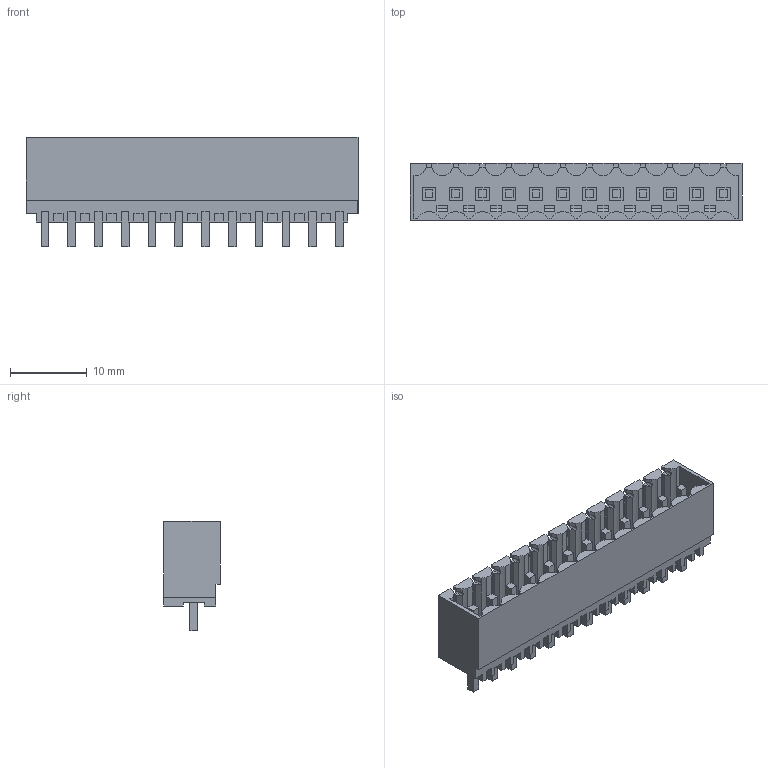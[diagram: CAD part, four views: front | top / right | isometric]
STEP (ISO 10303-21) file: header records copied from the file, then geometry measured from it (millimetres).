
FILE_DESCRIPTION(('CATIA V5 STEP Exchange','CAx-IF Rec.Pracs.--- Model Styling and Organization---1.2---2011-12-15'),'2;1');
FILE_NAME ('D1457256_0_1842410000_1842410000.stp','2018-03-13T12:18:52+00:00',('none'),('Weidmueller'),'CATIA Version 5-6 Release 2014','CATIA V5 STEP AP214','none');
FILE_SCHEMA(('AUTOMOTIVE_DESIGN { 1 0 10303 214 1 1 1 1 }'));
Length unit declared in the file: millimetre
Products named in the file (1): 1842410000
Bounding box: 43.4 x 7.45 x 14.25 mm (x, y, z)
Volume: 1405.2 mm3; surface area: 4045.3 mm2
Topology: 13 solids, 13 shells, 882 faces, 2605 edges, 1772 vertices
Faces by surface type: plane 798, cylinder 84
Entity records: 30292 total; most frequent: CARTESIAN_POINT 6099, ORIENTED_EDGE 5210, DIRECTION 4189, EDGE_CURVE 2605, VECTOR 2389, LINE 2389, VERTEX_POINT 1772, EDGE_LOOP 929
